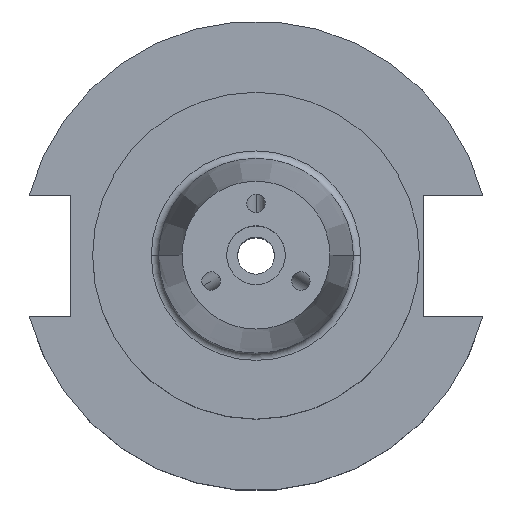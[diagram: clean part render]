
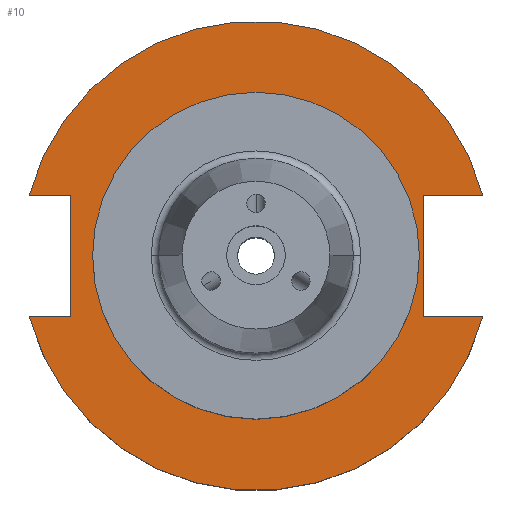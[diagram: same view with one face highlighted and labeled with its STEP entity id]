
A CAD part, top view. The second image highlights one B-rep face of the part: STEP entity #10.
In plain terms, the highlighted planar face has unit normal (0, 0, 1).
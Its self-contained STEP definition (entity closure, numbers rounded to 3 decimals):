
#10 = ADVANCED_FACE ( 'NONE', ( #206, #1711 ), #1254, .F. ) ;
#37 = AXIS2_PLACEMENT_3D ( 'NONE', #1330, #1316, #1122 ) ;
#78 = DIRECTION ( 'NONE',  ( -1., 0., 0. ) ) ;
#103 = AXIS2_PLACEMENT_3D ( 'NONE', #1042, #1203, #1997 ) ;
#114 = ORIENTED_EDGE ( 'NONE', *, *, #601, .F. ) ;
#117 = VERTEX_POINT ( 'NONE', #358 ) ;
#118 = VERTEX_POINT ( 'NONE', #1119 ) ;
#140 = VERTEX_POINT ( 'NONE', #1141 ) ;
#154 = VERTEX_POINT ( 'NONE', #1174 ) ;
#162 = VECTOR ( 'NONE', #823, 1000. ) ;
#187 = ORIENTED_EDGE ( 'NONE', *, *, #2064, .F. ) ;
#206 = FACE_BOUND ( 'NONE', #2082, .T. ) ;
#251 = CARTESIAN_POINT ( 'NONE',  ( 22.606, 22.1, 19.05 ) ) ;
#348 = CARTESIAN_POINT ( 'NONE',  ( 0., 22.1, 19.05 ) ) ;
#358 = CARTESIAN_POINT ( 'NONE',  ( 22.606, -8.191, 19.05 ) ) ;
#377 = EDGE_LOOP ( 'NONE', ( #639, #2349, #1961, #187, #1232, #114, #1732, #2367 ) ) ;
#450 = VERTEX_POINT ( 'NONE', #879 ) ;
#494 = EDGE_CURVE ( 'NONE', #140, #2075, #2470, .T. ) ;
#496 = LINE ( 'NONE', #765, #2441 ) ;
#559 = CARTESIAN_POINT ( 'NONE',  ( -25.091, -8.191, 19.05 ) ) ;
#600 = VERTEX_POINT ( 'NONE', #1061 ) ;
#601 = EDGE_CURVE ( 'NONE', #154, #1465, #1206, .T. ) ;
#611 = VECTOR ( 'NONE', #2234, 1000. ) ;
#614 = CARTESIAN_POINT ( 'NONE',  ( 22.606, 8.191, 19.05 ) ) ;
#634 = ORIENTED_EDGE ( 'NONE', *, *, #1678, .F. ) ;
#639 = ORIENTED_EDGE ( 'NONE', *, *, #1727, .T. ) ;
#723 = CIRCLE ( 'NONE', #37, 31.75 ) ;
#751 = DIRECTION ( 'NONE',  ( 0., -1., 0. ) ) ;
#753 = LINE ( 'NONE', #251, #2300 ) ;
#762 = LINE ( 'NONE', #2250, #1160 ) ;
#764 = CARTESIAN_POINT ( 'NONE',  ( 22.1, 0., 19.05 ) ) ;
#765 = CARTESIAN_POINT ( 'NONE',  ( -25.091, 8.191, 19.05 ) ) ;
#790 = DIRECTION ( 'NONE',  ( 0., 0., 1. ) ) ;
#823 = DIRECTION ( 'NONE',  ( -1., 0., 0. ) ) ;
#879 = CARTESIAN_POINT ( 'NONE',  ( -25.091, 8.191, 19.05 ) ) ;
#889 = DIRECTION ( 'NONE',  ( 1., 0., 0. ) ) ;
#929 = AXIS2_PLACEMENT_3D ( 'NONE', #1328, #790, #976 ) ;
#930 = VECTOR ( 'NONE', #2121, 1000. ) ;
#974 = VERTEX_POINT ( 'NONE', #559 ) ;
#976 = DIRECTION ( 'NONE',  ( 1., 0., 0. ) ) ;
#1001 = EDGE_CURVE ( 'NONE', #600, #1859, #1626, .T. ) ;
#1042 = CARTESIAN_POINT ( 'NONE',  ( 0., 0., 19.05 ) ) ;
#1054 = AXIS2_PLACEMENT_3D ( 'NONE', #1352, #2307, #2488 ) ;
#1061 = CARTESIAN_POINT ( 'NONE',  ( -30.675, -8.191, 19.05 ) ) ;
#1119 = CARTESIAN_POINT ( 'NONE',  ( -30.675, 8.191, 19.05 ) ) ;
#1122 = DIRECTION ( 'NONE',  ( 1., 0., 0. ) ) ;
#1141 = CARTESIAN_POINT ( 'NONE',  ( -22.1, 0., 19.05 ) ) ;
#1156 = CIRCLE ( 'NONE', #1054, 22.1 ) ;
#1160 = VECTOR ( 'NONE', #889, 1000. ) ;
#1174 = CARTESIAN_POINT ( 'NONE',  ( 30.675, 8.191, 19.05 ) ) ;
#1203 = DIRECTION ( 'NONE',  ( 0., 0., 1. ) ) ;
#1206 = LINE ( 'NONE', #2158, #162 ) ;
#1232 = ORIENTED_EDGE ( 'NONE', *, *, #2159, .T. ) ;
#1254 = PLANE ( 'NONE',  #1991 ) ;
#1314 = EDGE_CURVE ( 'NONE', #154, #118, #723, .T. ) ;
#1316 = DIRECTION ( 'NONE',  ( 0., 0., 1. ) ) ;
#1328 = CARTESIAN_POINT ( 'NONE',  ( 0., 0., 19.05 ) ) ;
#1330 = CARTESIAN_POINT ( 'NONE',  ( 0., 0., 19.05 ) ) ;
#1352 = CARTESIAN_POINT ( 'NONE',  ( 0., 0., 19.05 ) ) ;
#1453 = LINE ( 'NONE', #1537, #930 ) ;
#1465 = VERTEX_POINT ( 'NONE', #614 ) ;
#1492 = CARTESIAN_POINT ( 'NONE',  ( -61.091, 8.191, 19.05 ) ) ;
#1537 = CARTESIAN_POINT ( 'NONE',  ( 0., -8.191, 19.05 ) ) ;
#1607 = LINE ( 'NONE', #1492, #611 ) ;
#1616 = DIRECTION ( 'NONE',  ( 0., 1., 0. ) ) ;
#1623 = EDGE_CURVE ( 'NONE', #118, #450, #1607, .T. ) ;
#1626 = CIRCLE ( 'NONE', #929, 31.75 ) ;
#1655 = CARTESIAN_POINT ( 'NONE',  ( 30.675, -8.191, 19.05 ) ) ;
#1678 = EDGE_CURVE ( 'NONE', #2075, #140, #1156, .T. ) ;
#1711 = FACE_OUTER_BOUND ( 'NONE', #377, .T. ) ;
#1727 = EDGE_CURVE ( 'NONE', #450, #974, #496, .T. ) ;
#1732 = ORIENTED_EDGE ( 'NONE', *, *, #1314, .T. ) ;
#1825 = ORIENTED_EDGE ( 'NONE', *, *, #494, .F. ) ;
#1859 = VERTEX_POINT ( 'NONE', #1655 ) ;
#1862 = DIRECTION ( 'NONE',  ( 0., 0., -1. ) ) ;
#1961 = ORIENTED_EDGE ( 'NONE', *, *, #1001, .T. ) ;
#1991 = AXIS2_PLACEMENT_3D ( 'NONE', #348, #1862, #78 ) ;
#1997 = DIRECTION ( 'NONE',  ( 1., 0., 0. ) ) ;
#2064 = EDGE_CURVE ( 'NONE', #117, #1859, #1453, .T. ) ;
#2075 = VERTEX_POINT ( 'NONE', #764 ) ;
#2082 = EDGE_LOOP ( 'NONE', ( #634, #1825 ) ) ;
#2121 = DIRECTION ( 'NONE',  ( 1., 0., 0. ) ) ;
#2158 = CARTESIAN_POINT ( 'NONE',  ( 0., 8.191, 19.05 ) ) ;
#2159 = EDGE_CURVE ( 'NONE', #117, #1465, #753, .T. ) ;
#2234 = DIRECTION ( 'NONE',  ( 1., 0., 0. ) ) ;
#2250 = CARTESIAN_POINT ( 'NONE',  ( -61.091, -8.191, 19.05 ) ) ;
#2300 = VECTOR ( 'NONE', #1616, 1000. ) ;
#2307 = DIRECTION ( 'NONE',  ( 0., 0., 1. ) ) ;
#2341 = EDGE_CURVE ( 'NONE', #600, #974, #762, .T. ) ;
#2349 = ORIENTED_EDGE ( 'NONE', *, *, #2341, .F. ) ;
#2367 = ORIENTED_EDGE ( 'NONE', *, *, #1623, .T. ) ;
#2441 = VECTOR ( 'NONE', #751, 1000. ) ;
#2470 = CIRCLE ( 'NONE', #103, 22.1 ) ;
#2488 = DIRECTION ( 'NONE',  ( 1., 0., 0. ) ) ;
